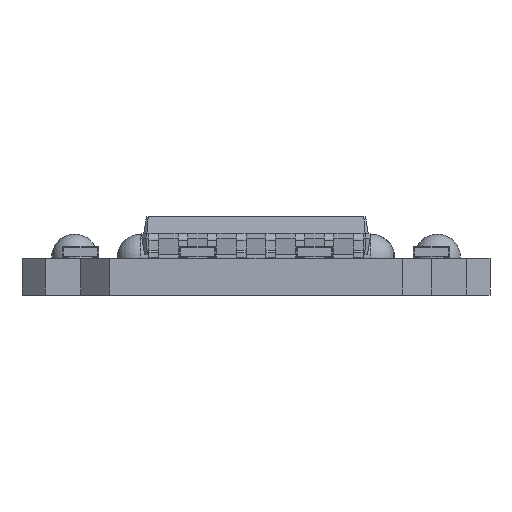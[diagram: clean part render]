
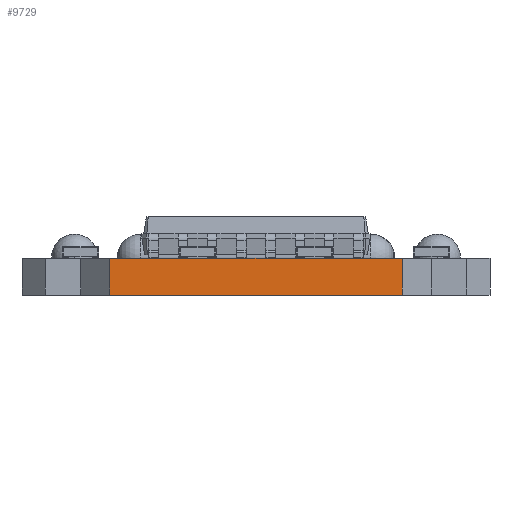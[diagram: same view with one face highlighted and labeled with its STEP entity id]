
A CAD part, front view. The second image highlights one B-rep face of the part: STEP entity #9729.
In plain terms, the highlighted planar face has unit normal (0, -1, 0).
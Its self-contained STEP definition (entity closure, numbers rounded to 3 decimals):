
#9704 = VERTEX_POINT('',#9705);
#9705 = CARTESIAN_POINT('',(6.35,-26.416,1.6));
#9711 = EDGE_CURVE('',#9712,#9704,#9714,.T.);
#9712 = VERTEX_POINT('',#9713);
#9713 = CARTESIAN_POINT('',(6.35,-26.416,0.));
#9714 = LINE('',#9715,#9716);
#9715 = CARTESIAN_POINT('',(6.35,-26.416,0.));
#9716 = VECTOR('',#9717,1.);
#9717 = DIRECTION('',(0.,0.,1.));
#9729 = ADVANCED_FACE('',(#9730),#9755,.T.);
#9730 = FACE_BOUND('',#9731,.T.);
#9731 = EDGE_LOOP('',(#9732,#9733,#9741,#9749));
#9732 = ORIENTED_EDGE('',*,*,#9711,.T.);
#9733 = ORIENTED_EDGE('',*,*,#9734,.T.);
#9734 = EDGE_CURVE('',#9704,#9735,#9737,.T.);
#9735 = VERTEX_POINT('',#9736);
#9736 = CARTESIAN_POINT('',(-6.35,-26.416,1.6));
#9737 = LINE('',#9738,#9739);
#9738 = CARTESIAN_POINT('',(6.35,-26.416,1.6));
#9739 = VECTOR('',#9740,1.);
#9740 = DIRECTION('',(-1.,0.,0.));
#9741 = ORIENTED_EDGE('',*,*,#9742,.F.);
#9742 = EDGE_CURVE('',#9743,#9735,#9745,.T.);
#9743 = VERTEX_POINT('',#9744);
#9744 = CARTESIAN_POINT('',(-6.35,-26.416,0.));
#9745 = LINE('',#9746,#9747);
#9746 = CARTESIAN_POINT('',(-6.35,-26.416,0.));
#9747 = VECTOR('',#9748,1.);
#9748 = DIRECTION('',(0.,0.,1.));
#9749 = ORIENTED_EDGE('',*,*,#9750,.F.);
#9750 = EDGE_CURVE('',#9712,#9743,#9751,.T.);
#9751 = LINE('',#9752,#9753);
#9752 = CARTESIAN_POINT('',(6.35,-26.416,0.));
#9753 = VECTOR('',#9754,1.);
#9754 = DIRECTION('',(-1.,0.,0.));
#9755 = PLANE('',#9756);
#9756 = AXIS2_PLACEMENT_3D('',#9757,#9758,#9759);
#9757 = CARTESIAN_POINT('',(6.35,-26.416,0.));
#9758 = DIRECTION('',(0.,-1.,0.));
#9759 = DIRECTION('',(-1.,0.,0.));
